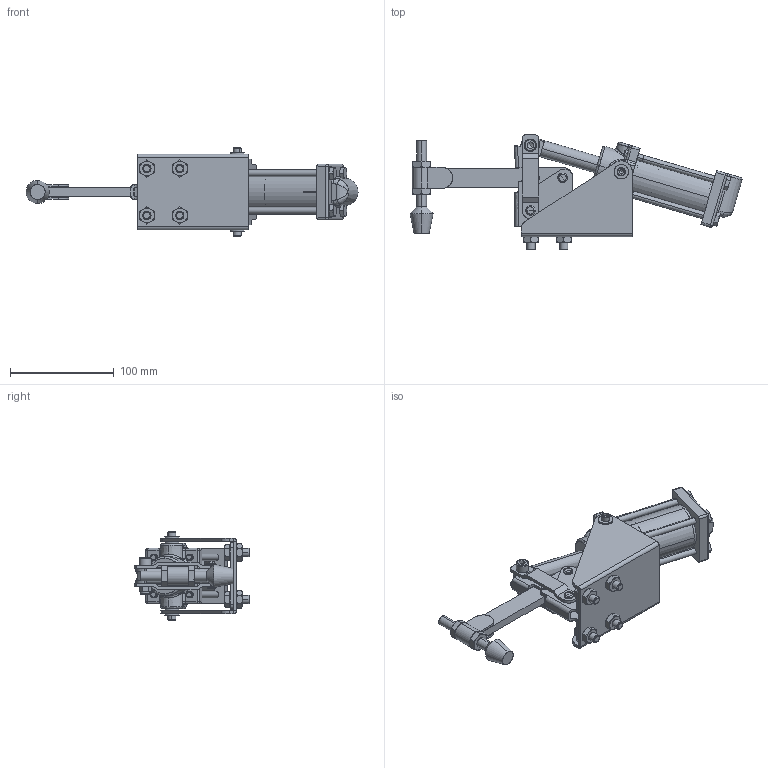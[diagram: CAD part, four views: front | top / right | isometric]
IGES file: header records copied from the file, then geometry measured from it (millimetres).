
Start section: SolidWorks IGES file using analytic representation for surfaces
Bounding box: 320.31 x 111.85 x 85.65 mm (x, y, z)
Surface area: 142521 mm2 (no closed solid volume)
Topology: 0 solids, 0 shells, 842 faces, 11594 edges, 11571 vertices
Faces by surface type: revolution 457, bspline 385
